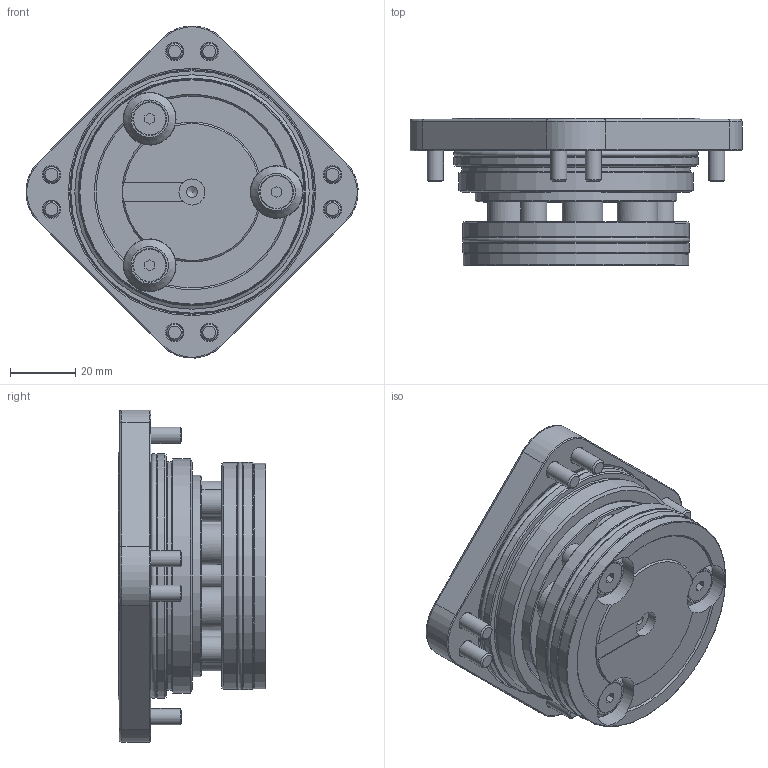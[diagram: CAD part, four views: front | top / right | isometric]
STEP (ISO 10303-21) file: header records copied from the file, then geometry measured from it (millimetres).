
FILE_DESCRIPTION (( 'STEP AP214' ), '1' );
FILE_NAME ('STARK_5000 202-2_B.STEP', '2022-02-03T07:21:58', ( '' ), ( '' ), 'SwSTEP 2.0', 'SolidWorks 2021', '' );
FILE_SCHEMA (( 'AUTOMOTIVE_DESIGN' ));
Length unit declared in the file: millimetre
Products named in the file (1): STARK_5000 202-2_B
Bounding box: 101.99 x 45.3 x 101.99 mm (x, y, z)
Volume: 159600.2 mm3; surface area: 41746.7 mm2
Topology: 1 solids, 16 shells, 501 faces, 1128 edges, 732 vertices
Faces by surface type: plane 215, cylinder 151, cone 80, torus 55
Full cylindrical faces by diameter (mm): 3.3 x1, 5 x14, 5.2 x17, 5.3 x3, 6.9 x6, 7.05 x6, 8 x4, 8.5 x8, 9 x8, 10 x3, 11.5 x3, 12.5 x6, 13.9 x3, 16 x3, 16.2 x3, 32 x1, 32.2 x1, 61.9 x1, 62 x1, 69.3 x1, 69.8 x2, 70.2 x1, 71.8 x2, 72 x1, 75 x1
Entity records: 15808 total; most frequent: CARTESIAN_POINT 2368, DIRECTION 2170, ORIENTED_EDGE 1662, AXIS2_PLACEMENT_3D 929, EDGE_CURVE 831, EDGE_LOOP 829, VERTEX_POINT 644, FACE_OUTER_BOUND 639
